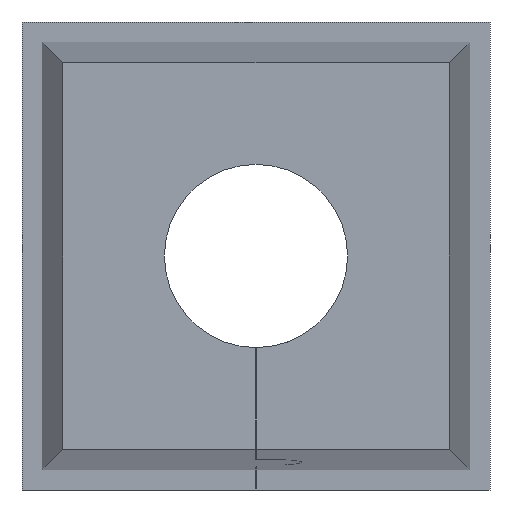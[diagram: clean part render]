
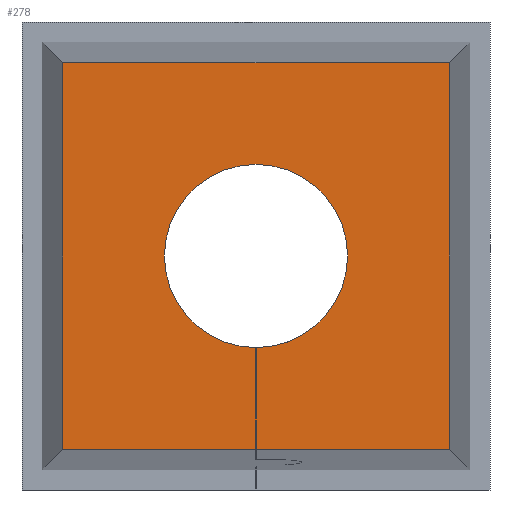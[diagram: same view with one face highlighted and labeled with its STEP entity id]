
A CAD part, front view. The second image highlights one B-rep face of the part: STEP entity #278.
In plain terms, the highlighted planar face has unit normal (0, -1, 0).
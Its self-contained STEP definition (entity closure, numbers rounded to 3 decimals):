
#25 = AXIS2_PLACEMENT_3D ( 'NONE', #76, #500, #715 ) ;
#38 = AXIS2_PLACEMENT_3D ( 'NONE', #705, #630, #919 ) ;
#54 = DIRECTION ( 'NONE',  ( -1., 0., 0. ) ) ;
#69 = ORIENTED_EDGE ( 'NONE', *, *, #764, .T. ) ;
#70 = VECTOR ( 'NONE', #519, 1000. ) ;
#76 = CARTESIAN_POINT ( 'NONE',  ( 0., -14.5, 0. ) ) ;
#89 = CARTESIAN_POINT ( 'NONE',  ( 0., -14.5, 0. ) ) ;
#131 = EDGE_LOOP ( 'NONE', ( #783, #69, #432, #380, #297, #454, #778, #583, #677, #744 ) ) ;
#137 = EDGE_CURVE ( 'NONE', #387, #142, #253, .T. ) ;
#139 = FACE_OUTER_BOUND ( 'NONE', #131, .T. ) ;
#142 = VERTEX_POINT ( 'NONE', #907 ) ;
#166 = CARTESIAN_POINT ( 'NONE',  ( 9.494, -14.5, 9.494 ) ) ;
#168 = CARTESIAN_POINT ( 'NONE',  ( -0.005, -14.5, -4.5 ) ) ;
#173 = CIRCLE ( 'NONE', #703, 4.5 ) ;
#217 = LINE ( 'NONE', #658, #396 ) ;
#233 = VERTEX_POINT ( 'NONE', #707 ) ;
#240 = DIRECTION ( 'NONE',  ( 1., 0., 0. ) ) ;
#249 = EDGE_CURVE ( 'NONE', #233, #387, #747, .T. ) ;
#251 = LINE ( 'NONE', #542, #522 ) ;
#253 = LINE ( 'NONE', #338, #684 ) ;
#261 = VECTOR ( 'NONE', #666, 1000. ) ;
#264 = CARTESIAN_POINT ( 'NONE',  ( 0., -14.5, 0. ) ) ;
#278 = ADVANCED_FACE ( 'NONE', ( #139 ), #640, .F. ) ;
#297 = ORIENTED_EDGE ( 'NONE', *, *, #137, .T. ) ;
#309 = EDGE_CURVE ( 'NONE', #377, #384, #217, .T. ) ;
#319 = CARTESIAN_POINT ( 'NONE',  ( -10.5, -14.5, 9.494 ) ) ;
#338 = CARTESIAN_POINT ( 'NONE',  ( 0.005, -14.5, -5.75 ) ) ;
#347 = EDGE_CURVE ( 'NONE', #872, #142, #251, .T. ) ;
#349 = DIRECTION ( 'NONE',  ( 0., 1., 0. ) ) ;
#375 = CARTESIAN_POINT ( 'NONE',  ( -0.005, -14.5, -9.494 ) ) ;
#377 = VERTEX_POINT ( 'NONE', #754 ) ;
#380 = ORIENTED_EDGE ( 'NONE', *, *, #249, .T. ) ;
#383 = LINE ( 'NONE', #735, #70 ) ;
#384 = VERTEX_POINT ( 'NONE', #623 ) ;
#387 = VERTEX_POINT ( 'NONE', #763 ) ;
#396 = VECTOR ( 'NONE', #727, 1000. ) ;
#432 = ORIENTED_EDGE ( 'NONE', *, *, #847, .T. ) ;
#437 = VERTEX_POINT ( 'NONE', #168 ) ;
#440 = EDGE_CURVE ( 'NONE', #792, #872, #383, .T. ) ;
#454 = ORIENTED_EDGE ( 'NONE', *, *, #347, .F. ) ;
#455 = CARTESIAN_POINT ( 'NONE',  ( 10.5, -14.5, -9.494 ) ) ;
#500 = DIRECTION ( 'NONE',  ( 0., 1., 0. ) ) ;
#516 = CARTESIAN_POINT ( 'NONE',  ( -0.005, -14.5, -5.75 ) ) ;
#519 = DIRECTION ( 'NONE',  ( 0., 0., -1. ) ) ;
#522 = VECTOR ( 'NONE', #917, 1000. ) ;
#528 = LINE ( 'NONE', #455, #788 ) ;
#542 = CARTESIAN_POINT ( 'NONE',  ( 10.5, -14.5, -9.494 ) ) ;
#547 = LINE ( 'NONE', #319, #849 ) ;
#553 = EDGE_CURVE ( 'NONE', #773, #377, #528, .T. ) ;
#583 = ORIENTED_EDGE ( 'NONE', *, *, #624, .F. ) ;
#591 = CARTESIAN_POINT ( 'NONE',  ( 9.494, -14.5, -9.494 ) ) ;
#623 = CARTESIAN_POINT ( 'NONE',  ( -9.494, -14.5, 9.494 ) ) ;
#624 = EDGE_CURVE ( 'NONE', #384, #792, #547, .T. ) ;
#630 = DIRECTION ( 'NONE',  ( 0., 1., 0. ) ) ;
#640 = PLANE ( 'NONE',  #38 ) ;
#657 = CIRCLE ( 'NONE', #908, 4.5 ) ;
#658 = CARTESIAN_POINT ( 'NONE',  ( -9.494, -14.5, -10.5 ) ) ;
#666 = DIRECTION ( 'NONE',  ( 0., 0., 1. ) ) ;
#677 = ORIENTED_EDGE ( 'NONE', *, *, #309, .F. ) ;
#684 = VECTOR ( 'NONE', #839, 1000. ) ;
#703 = AXIS2_PLACEMENT_3D ( 'NONE', #264, #349, #54 ) ;
#705 = CARTESIAN_POINT ( 'NONE',  ( 0., -14.5, 0. ) ) ;
#707 = CARTESIAN_POINT ( 'NONE',  ( 4.5, -14.5, 0. ) ) ;
#715 = DIRECTION ( 'NONE',  ( -1., 0., 0. ) ) ;
#716 = LINE ( 'NONE', #516, #261 ) ;
#727 = DIRECTION ( 'NONE',  ( 0., 0., 1. ) ) ;
#733 = DIRECTION ( 'NONE',  ( -1., 0., 0. ) ) ;
#735 = CARTESIAN_POINT ( 'NONE',  ( 9.494, -14.5, 10.5 ) ) ;
#738 = CARTESIAN_POINT ( 'NONE',  ( -4.5, -14.5, 0. ) ) ;
#740 = DIRECTION ( 'NONE',  ( -1., 0., 0. ) ) ;
#744 = ORIENTED_EDGE ( 'NONE', *, *, #553, .F. ) ;
#747 = CIRCLE ( 'NONE', #25, 4.5 ) ;
#754 = CARTESIAN_POINT ( 'NONE',  ( -9.494, -14.5, -9.494 ) ) ;
#763 = CARTESIAN_POINT ( 'NONE',  ( 0.005, -14.5, -4.5 ) ) ;
#764 = EDGE_CURVE ( 'NONE', #437, #874, #173, .T. ) ;
#773 = VERTEX_POINT ( 'NONE', #375 ) ;
#778 = ORIENTED_EDGE ( 'NONE', *, *, #440, .F. ) ;
#783 = ORIENTED_EDGE ( 'NONE', *, *, #803, .T. ) ;
#788 = VECTOR ( 'NONE', #740, 1000. ) ;
#792 = VERTEX_POINT ( 'NONE', #166 ) ;
#803 = EDGE_CURVE ( 'NONE', #773, #437, #716, .T. ) ;
#839 = DIRECTION ( 'NONE',  ( 0., 0., -1. ) ) ;
#847 = EDGE_CURVE ( 'NONE', #874, #233, #657, .T. ) ;
#849 = VECTOR ( 'NONE', #240, 1000. ) ;
#870 = DIRECTION ( 'NONE',  ( 0., 1., 0. ) ) ;
#872 = VERTEX_POINT ( 'NONE', #591 ) ;
#874 = VERTEX_POINT ( 'NONE', #738 ) ;
#907 = CARTESIAN_POINT ( 'NONE',  ( 0.005, -14.5, -9.494 ) ) ;
#908 = AXIS2_PLACEMENT_3D ( 'NONE', #89, #870, #733 ) ;
#917 = DIRECTION ( 'NONE',  ( -1., 0., 0. ) ) ;
#919 = DIRECTION ( 'NONE',  ( 1., 0., 0. ) ) ;
